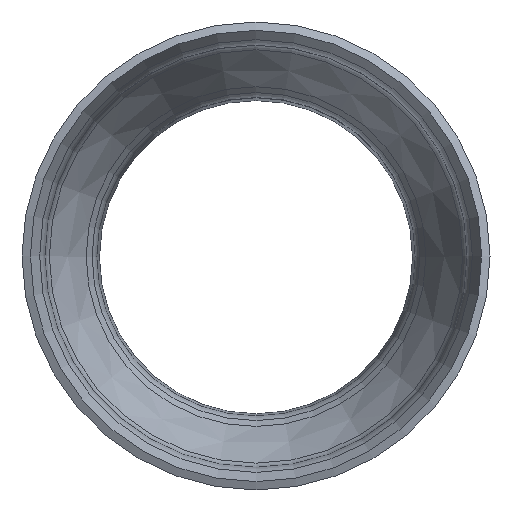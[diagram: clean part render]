
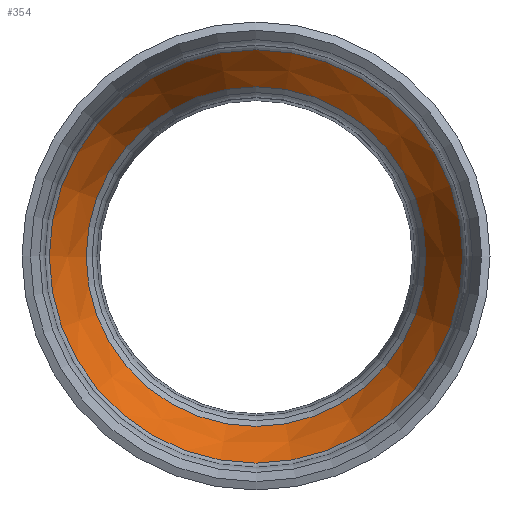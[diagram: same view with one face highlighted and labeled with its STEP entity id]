
A CAD part, top view. The second image highlights one B-rep face of the part: STEP entity #354.
In plain terms, the highlighted conical face has half-angle 25.713 degrees and reference radius 418.23 mm.
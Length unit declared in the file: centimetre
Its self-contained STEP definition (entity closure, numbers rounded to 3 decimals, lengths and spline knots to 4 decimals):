
#40=LINE('',#625,#57);
#57=VECTOR('',#505,41.823);
#72=CONICAL_SURFACE('',#401,41.823,0.449);
#90=FACE_OUTER_BOUND('',#113,.T.);
#113=EDGE_LOOP('',(#289,#290,#291,#292,#293));
#140=CIRCLE('',#396,45.2598);
#144=CIRCLE('',#400,45.2598);
#145=CIRCLE('',#402,37.198);
#171=VERTEX_POINT('',#614);
#172=VERTEX_POINT('',#615);
#175=VERTEX_POINT('',#624);
#209=EDGE_CURVE('',#171,#172,#140,.T.);
#213=EDGE_CURVE('',#172,#171,#144,.T.);
#214=EDGE_CURVE('',#171,#175,#40,.T.);
#215=EDGE_CURVE('',#175,#175,#145,.T.);
#289=ORIENTED_EDGE('',*,*,#209,.F.);
#290=ORIENTED_EDGE('',*,*,#214,.T.);
#291=ORIENTED_EDGE('',*,*,#215,.F.);
#292=ORIENTED_EDGE('',*,*,#214,.F.);
#293=ORIENTED_EDGE('',*,*,#213,.F.);
#354=ADVANCED_FACE('',(#90),#72,.F.);
#396=AXIS2_PLACEMENT_3D('',#616,#493,#494);
#400=AXIS2_PLACEMENT_3D('',#622,#501,#502);
#401=AXIS2_PLACEMENT_3D('',#623,#503,#504);
#402=AXIS2_PLACEMENT_3D('',#626,#506,#507);
#493=DIRECTION('center_axis',(0.,0.,-1.));
#494=DIRECTION('ref_axis',(1.,0.,0.));
#501=DIRECTION('center_axis',(0.,0.,-1.));
#502=DIRECTION('ref_axis',(1.,0.,0.));
#503=DIRECTION('center_axis',(0.,0.,1.));
#504=DIRECTION('ref_axis',(1.,0.,0.));
#505=DIRECTION('',(0.434,0.,-0.901));
#506=DIRECTION('center_axis',(0.,0.,1.));
#507=DIRECTION('ref_axis',(1.,0.,0.));
#614=CARTESIAN_POINT('',(-45.2598,0.,92.6091));
#615=CARTESIAN_POINT('',(45.2598,0.,92.6091));
#616=CARTESIAN_POINT('Origin',(0.,0.,92.6091));
#622=CARTESIAN_POINT('Origin',(0.,0.,92.6091));
#623=CARTESIAN_POINT('Origin',(0.,0.,85.4722));
#624=CARTESIAN_POINT('',(-37.198,0.,75.8677));
#625=CARTESIAN_POINT('',(-41.823,0.,85.4722));
#626=CARTESIAN_POINT('Origin',(0.,0.,75.8677));
